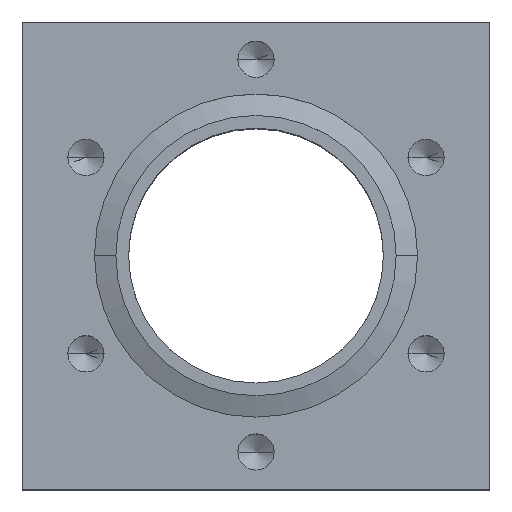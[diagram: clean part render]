
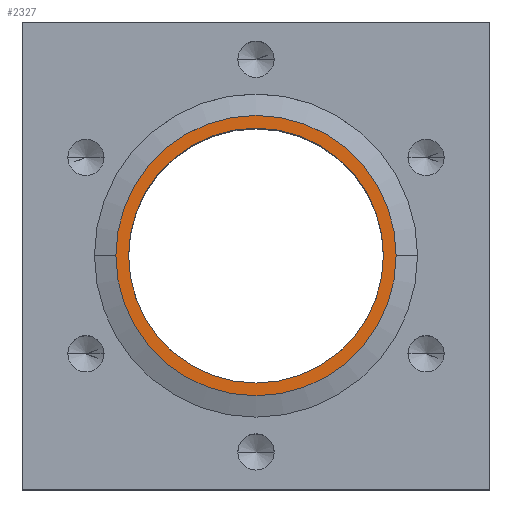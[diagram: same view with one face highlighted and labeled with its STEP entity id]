
A CAD part, top view. The second image highlights one B-rep face of the part: STEP entity #2327.
In plain terms, the highlighted planar face has unit normal (0, 0, 1).
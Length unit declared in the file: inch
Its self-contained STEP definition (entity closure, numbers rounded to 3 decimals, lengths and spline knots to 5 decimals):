
#155 = AXIS2_PLACEMENT_3D ( 'NONE', #1885, #4575, #6707 ) ;
#247 = DIRECTION ( 'NONE',  ( 0., 0., -1. ) ) ;
#524 = FACE_BOUND ( 'NONE', #3040, .T. ) ;
#968 = CARTESIAN_POINT ( 'NONE',  ( -0.825, 0., 1.324 ) ) ;
#973 = EDGE_CURVE ( 'NONE', #6755, #2900, #5793, .T. ) ;
#1560 = PLANE ( 'NONE',  #4489 ) ;
#1599 = CARTESIAN_POINT ( 'NONE',  ( -0.75, 0., 1.324 ) ) ;
#1664 = CARTESIAN_POINT ( 'NONE',  ( 0., 0., 1.324 ) ) ;
#1885 = CARTESIAN_POINT ( 'NONE',  ( 0., 0., 1.324 ) ) ;
#2117 = CARTESIAN_POINT ( 'NONE',  ( 0., 0., 1.324 ) ) ;
#2274 = ORIENTED_EDGE ( 'NONE', *, *, #4226, .T. ) ;
#2327 = ADVANCED_FACE ( 'NONE', ( #4183, #524 ), #1560, .T. ) ;
#2386 = AXIS2_PLACEMENT_3D ( 'NONE', #2117, #5194, #4630 ) ;
#2667 = CIRCLE ( 'NONE', #155, 0.75 ) ;
#2900 = VERTEX_POINT ( 'NONE', #6028 ) ;
#3040 = EDGE_LOOP ( 'NONE', ( #2274, #6490 ) ) ;
#3277 = ORIENTED_EDGE ( 'NONE', *, *, #973, .T. ) ;
#3342 = CIRCLE ( 'NONE', #4999, 0.825 ) ;
#3404 = DIRECTION ( 'NONE',  ( 1., 0., 0. ) ) ;
#3628 = DIRECTION ( 'NONE',  ( 1., 0., 0. ) ) ;
#3664 = CARTESIAN_POINT ( 'NONE',  ( 0., 0.825, 1.324 ) ) ;
#3993 = AXIS2_PLACEMENT_3D ( 'NONE', #4913, #247, #3404 ) ;
#4077 = CARTESIAN_POINT ( 'NONE',  ( 0.75, 0., 1.324 ) ) ;
#4183 = FACE_OUTER_BOUND ( 'NONE', #6253, .T. ) ;
#4226 = EDGE_CURVE ( 'NONE', #6762, #5334, #5542, .T. ) ;
#4387 = EDGE_CURVE ( 'NONE', #5334, #6762, #2667, .T. ) ;
#4489 = AXIS2_PLACEMENT_3D ( 'NONE', #3664, #5768, #6317 ) ;
#4575 = DIRECTION ( 'NONE',  ( 0., 0., -1. ) ) ;
#4630 = DIRECTION ( 'NONE',  ( 1., 0., 0. ) ) ;
#4846 = EDGE_CURVE ( 'NONE', #2900, #6755, #3342, .T. ) ;
#4913 = CARTESIAN_POINT ( 'NONE',  ( 0., 0., 1.324 ) ) ;
#4999 = AXIS2_PLACEMENT_3D ( 'NONE', #1664, #5839, #3628 ) ;
#5121 = ORIENTED_EDGE ( 'NONE', *, *, #4846, .T. ) ;
#5194 = DIRECTION ( 'NONE',  ( 0., 0., 1. ) ) ;
#5334 = VERTEX_POINT ( 'NONE', #1599 ) ;
#5542 = CIRCLE ( 'NONE', #3993, 0.75 ) ;
#5768 = DIRECTION ( 'NONE',  ( 0., 0., 1. ) ) ;
#5793 = CIRCLE ( 'NONE', #2386, 0.825 ) ;
#5839 = DIRECTION ( 'NONE',  ( 0., 0., 1. ) ) ;
#6028 = CARTESIAN_POINT ( 'NONE',  ( 0.825, 0., 1.324 ) ) ;
#6253 = EDGE_LOOP ( 'NONE', ( #5121, #3277 ) ) ;
#6317 = DIRECTION ( 'NONE',  ( -1., 0., 0. ) ) ;
#6490 = ORIENTED_EDGE ( 'NONE', *, *, #4387, .T. ) ;
#6707 = DIRECTION ( 'NONE',  ( 1., 0., 0. ) ) ;
#6755 = VERTEX_POINT ( 'NONE', #968 ) ;
#6762 = VERTEX_POINT ( 'NONE', #4077 ) ;
